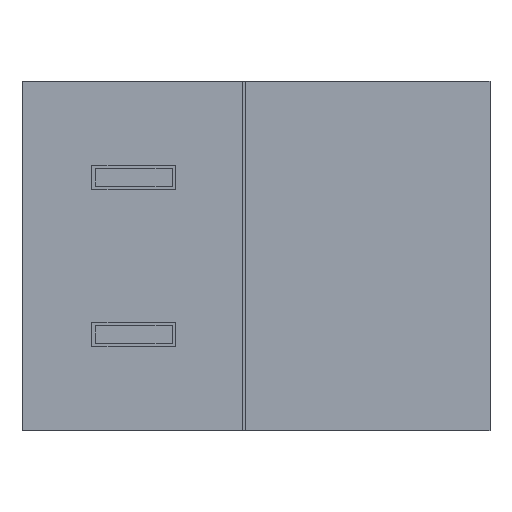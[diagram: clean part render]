
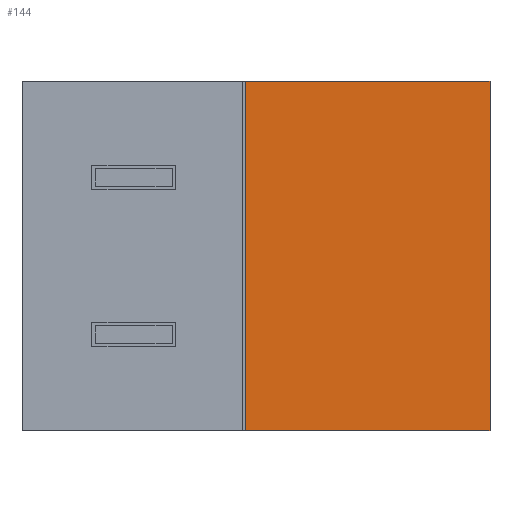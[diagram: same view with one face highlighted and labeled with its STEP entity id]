
A CAD part, top view. The second image highlights one B-rep face of the part: STEP entity #144.
In plain terms, the highlighted planar face has unit normal (0, 0, 1).
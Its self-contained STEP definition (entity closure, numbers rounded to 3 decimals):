
#64 = VERTEX_POINT('',#65);
#65 = CARTESIAN_POINT('',(89.882,-50.,5.));
#71 = EDGE_CURVE('',#64,#72,#74,.T.);
#72 = VERTEX_POINT('',#73);
#73 = CARTESIAN_POINT('',(159.882,-50.,5.));
#74 = LINE('',#75,#76);
#75 = CARTESIAN_POINT('',(25.882,-50.,5.));
#76 = VECTOR('',#77,1.);
#77 = DIRECTION('',(1.,0.,0.));
#125 = EDGE_CURVE('',#72,#126,#128,.T.);
#126 = VERTEX_POINT('',#127);
#127 = CARTESIAN_POINT('',(159.882,50.,5.));
#128 = LINE('',#129,#130);
#129 = CARTESIAN_POINT('',(159.882,-50.,5.));
#130 = VECTOR('',#131,1.);
#131 = DIRECTION('',(0.,1.,0.));
#144 = ADVANCED_FACE('',(#145),#163,.T.);
#145 = FACE_BOUND('',#146,.T.);
#146 = EDGE_LOOP('',(#147,#155,#156,#157));
#147 = ORIENTED_EDGE('',*,*,#148,.T.);
#148 = EDGE_CURVE('',#149,#64,#151,.T.);
#149 = VERTEX_POINT('',#150);
#150 = CARTESIAN_POINT('',(89.882,50.,5.));
#151 = LINE('',#152,#153);
#152 = CARTESIAN_POINT('',(89.882,50.,5.));
#153 = VECTOR('',#154,1.);
#154 = DIRECTION('',(0.,-1.,0.));
#155 = ORIENTED_EDGE('',*,*,#71,.T.);
#156 = ORIENTED_EDGE('',*,*,#125,.T.);
#157 = ORIENTED_EDGE('',*,*,#158,.T.);
#158 = EDGE_CURVE('',#126,#149,#159,.T.);
#159 = LINE('',#160,#161);
#160 = CARTESIAN_POINT('',(159.882,50.,5.));
#161 = VECTOR('',#162,1.);
#162 = DIRECTION('',(-1.,0.,0.));
#163 = PLANE('',#164);
#164 = AXIS2_PLACEMENT_3D('',#165,#166,#167);
#165 = CARTESIAN_POINT('',(92.882,0.,5.));
#166 = DIRECTION('',(0.,0.,1.));
#167 = DIRECTION('',(1.,0.,0.));
